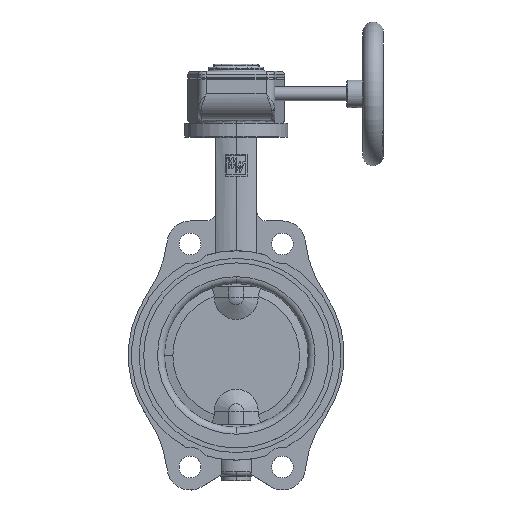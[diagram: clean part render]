
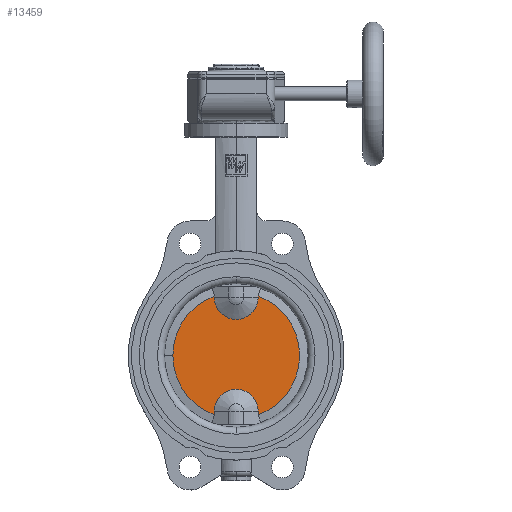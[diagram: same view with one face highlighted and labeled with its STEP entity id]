
A CAD part, top view. The second image highlights one B-rep face of the part: STEP entity #13459.
In plain terms, the highlighted planar face has unit normal (0, 0, 1).
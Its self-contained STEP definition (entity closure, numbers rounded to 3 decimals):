
#303 = CARTESIAN_POINT ( 'NONE',  ( 19.072, 0., 4. ) ) ;
#388 = CARTESIAN_POINT ( 'NONE',  ( 0., 0., 4. ) ) ;
#604 = ORIENTED_EDGE ( 'NONE', *, *, #18908, .F. ) ;
#1790 = EDGE_CURVE ( 'NONE', #53464, #34375, #57396, .T. ) ;
#3399 = VERTEX_POINT ( 'NONE', #12645 ) ;
#3510 = CARTESIAN_POINT ( 'NONE',  ( -19.072, 51.739, 4. ) ) ;
#3515 = CARTESIAN_POINT ( 'NONE',  ( 19.072, 50.5, 4. ) ) ;
#4414 = LINE ( 'NONE', #303, #18989 ) ;
#4604 = DIRECTION ( 'NONE',  ( 1., 0., 0. ) ) ;
#5098 = DIRECTION ( 'NONE',  ( 1., 0., 0. ) ) ;
#6524 = AXIS2_PLACEMENT_3D ( 'NONE', #14070, #51296, #46795 ) ;
#8961 = CARTESIAN_POINT ( 'NONE',  ( -55.142, 0., 4. ) ) ;
#9259 = CIRCLE ( 'NONE', #26932, 55.142 ) ;
#10741 = CARTESIAN_POINT ( 'NONE',  ( 0., 0., 4. ) ) ;
#12645 = CARTESIAN_POINT ( 'NONE',  ( 19.072, 51.739, 4. ) ) ;
#13459 = ADVANCED_FACE ( 'NONE', ( #16387 ), #36332, .F. ) ;
#13860 = CARTESIAN_POINT ( 'NONE',  ( -19.072, 50.5, 4. ) ) ;
#14070 = CARTESIAN_POINT ( 'NONE',  ( 0., -48.5, 4. ) ) ;
#16387 = FACE_OUTER_BOUND ( 'NONE', #24563, .T. ) ;
#16452 = VECTOR ( 'NONE', #42255, 1000. ) ;
#17127 = EDGE_CURVE ( 'NONE', #42984, #3399, #50466, .T. ) ;
#18843 = CARTESIAN_POINT ( 'NONE',  ( 19.072, -48.5, 4. ) ) ;
#18908 = EDGE_CURVE ( 'NONE', #39722, #52572, #57600, .T. ) ;
#18989 = VECTOR ( 'NONE', #51002, 1000. ) ;
#20094 = VERTEX_POINT ( 'NONE', #8961 ) ;
#20499 = CARTESIAN_POINT ( 'NONE',  ( -19.072, 0., 4. ) ) ;
#20508 = DIRECTION ( 'NONE',  ( 0., 0., 1. ) ) ;
#21397 = CARTESIAN_POINT ( 'NONE',  ( 19.072, -51.739, 4. ) ) ;
#22658 = EDGE_CURVE ( 'NONE', #53464, #42984, #41808, .T. ) ;
#23579 = LINE ( 'NONE', #20499, #50667 ) ;
#23611 = AXIS2_PLACEMENT_3D ( 'NONE', #60604, #59808, #55746 ) ;
#24563 = EDGE_LOOP ( 'NONE', ( #59870, #29742, #40332, #34179, #26193, #42046, #32215, #47792, #604 ) ) ;
#26193 = ORIENTED_EDGE ( 'NONE', *, *, #1790, .T. ) ;
#26932 = AXIS2_PLACEMENT_3D ( 'NONE', #10741, #20508, #43432 ) ;
#27345 = VERTEX_POINT ( 'NONE', #21397 ) ;
#27496 = CARTESIAN_POINT ( 'NONE',  ( -55.142, 0., 4. ) ) ;
#28659 = EDGE_CURVE ( 'NONE', #27345, #39722, #4414, .T. ) ;
#29742 = ORIENTED_EDGE ( 'NONE', *, *, #38546, .T. ) ;
#29978 = VERTEX_POINT ( 'NONE', #51780 ) ;
#32215 = ORIENTED_EDGE ( 'NONE', *, *, #58815, .T. ) ;
#32598 = DIRECTION ( 'NONE',  ( 0., 0., 1. ) ) ;
#33085 = DIRECTION ( 'NONE',  ( 0., 0., 1. ) ) ;
#33726 = AXIS2_PLACEMENT_3D ( 'NONE', #27496, #36737, #37131 ) ;
#34164 = CARTESIAN_POINT ( 'NONE',  ( -19.072, 0., 4. ) ) ;
#34179 = ORIENTED_EDGE ( 'NONE', *, *, #22658, .F. ) ;
#34375 = VERTEX_POINT ( 'NONE', #3510 ) ;
#36332 = PLANE ( 'NONE',  #33726 ) ;
#36678 = EDGE_CURVE ( 'NONE', #34375, #20094, #52555, .T. ) ;
#36737 = DIRECTION ( 'NONE',  ( 0., 0., -1. ) ) ;
#37131 = DIRECTION ( 'NONE',  ( -1., 0., 0. ) ) ;
#38546 = EDGE_CURVE ( 'NONE', #27345, #3399, #9259, .T. ) ;
#39722 = VERTEX_POINT ( 'NONE', #18843 ) ;
#40332 = ORIENTED_EDGE ( 'NONE', *, *, #17127, .F. ) ;
#40532 = AXIS2_PLACEMENT_3D ( 'NONE', #60572, #32598, #4604 ) ;
#41808 = CIRCLE ( 'NONE', #23611, 19.072 ) ;
#42046 = ORIENTED_EDGE ( 'NONE', *, *, #36678, .T. ) ;
#42255 = DIRECTION ( 'NONE',  ( 0., 1., 0. ) ) ;
#42984 = VERTEX_POINT ( 'NONE', #3515 ) ;
#43432 = DIRECTION ( 'NONE',  ( 1., 0., 0. ) ) ;
#44774 = CARTESIAN_POINT ( 'NONE',  ( -19.072, -48.5, 4. ) ) ;
#45424 = CIRCLE ( 'NONE', #59818, 55.142 ) ;
#46795 = DIRECTION ( 'NONE',  ( -1., 0., 0. ) ) ;
#47699 = CARTESIAN_POINT ( 'NONE',  ( 19.072, 0., 4. ) ) ;
#47740 = DIRECTION ( 'NONE',  ( 0., 1., 0. ) ) ;
#47792 = ORIENTED_EDGE ( 'NONE', *, *, #51812, .T. ) ;
#50466 = LINE ( 'NONE', #47699, #57776 ) ;
#50667 = VECTOR ( 'NONE', #47740, 1000. ) ;
#51002 = DIRECTION ( 'NONE',  ( 0., 1., 0. ) ) ;
#51296 = DIRECTION ( 'NONE',  ( 0., 0., 1. ) ) ;
#51780 = CARTESIAN_POINT ( 'NONE',  ( -19.072, -51.739, 4. ) ) ;
#51812 = EDGE_CURVE ( 'NONE', #29978, #52572, #23579, .T. ) ;
#52555 = CIRCLE ( 'NONE', #40532, 55.142 ) ;
#52572 = VERTEX_POINT ( 'NONE', #44774 ) ;
#53010 = DIRECTION ( 'NONE',  ( 0., 1., 0. ) ) ;
#53464 = VERTEX_POINT ( 'NONE', #13860 ) ;
#55746 = DIRECTION ( 'NONE',  ( -1., 0., 0. ) ) ;
#57396 = LINE ( 'NONE', #34164, #16452 ) ;
#57600 = CIRCLE ( 'NONE', #6524, 19.072 ) ;
#57776 = VECTOR ( 'NONE', #53010, 1000. ) ;
#58815 = EDGE_CURVE ( 'NONE', #20094, #29978, #45424, .T. ) ;
#59808 = DIRECTION ( 'NONE',  ( 0., 0., 1. ) ) ;
#59818 = AXIS2_PLACEMENT_3D ( 'NONE', #388, #33085, #5098 ) ;
#59870 = ORIENTED_EDGE ( 'NONE', *, *, #28659, .F. ) ;
#60572 = CARTESIAN_POINT ( 'NONE',  ( 0., 0., 4. ) ) ;
#60604 = CARTESIAN_POINT ( 'NONE',  ( 0., 50.5, 4. ) ) ;
